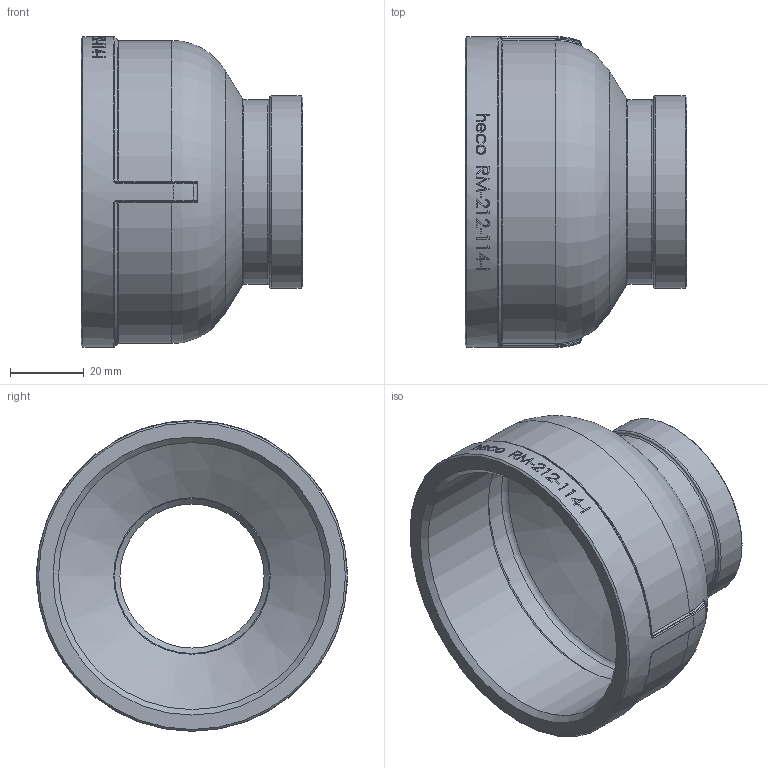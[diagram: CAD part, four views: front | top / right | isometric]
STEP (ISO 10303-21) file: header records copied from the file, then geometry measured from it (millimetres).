
FILE_DESCRIPTION (( 'STEP AP214' ), '1' );
FILE_NAME ('heco_RM-212-114-I Reduziermuffe 2305.STEP', '2023-05-11T11:44:45', ( '' ), ( '' ), 'SwSTEP 2.0', 'SolidWorks 2019', '' );
FILE_SCHEMA (( 'AUTOMOTIVE_DESIGN' ));
Length unit declared in the file: millimetre
Products named in the file (1): heco_RM-212-114-I Reduziermuffe 2305
Bounding box: 60 x 84 x 84.01 mm (x, y, z)
Volume: 63210.6 mm3; surface area: 30311 mm2
Topology: 1 solids, 1 shells, 263 faces, 660 edges, 417 vertices
Faces by surface type: bspline 115, plane 83, cylinder 36, torus 15, cone 10, sphere 4
Full cylindrical faces by diameter (mm): 38.952 x1, 50 x1, 52 x1, 72.226 x1, 75 x1, 84 x1
Entity records: 18453 total; most frequent: CARTESIAN_POINT 11357, ORIENTED_EDGE 1260, DIRECTION 770, EDGE_CURVE 630, VERTEX_POINT 410, B_SPLINE_CURVE_WITH_KNOTS 331, AXIS2_PLACEMENT_3D 322, EDGE_LOOP 306
